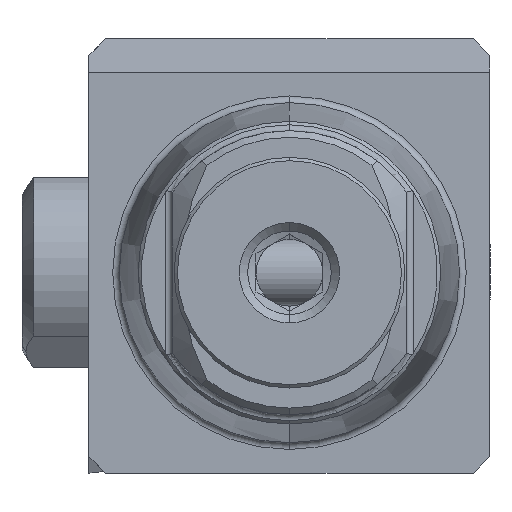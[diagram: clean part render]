
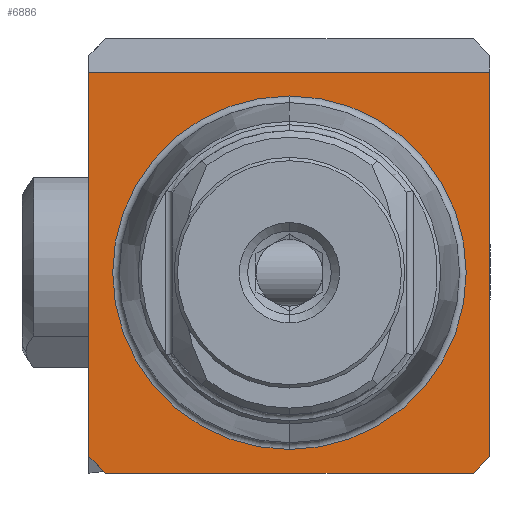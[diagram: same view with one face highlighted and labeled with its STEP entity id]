
A CAD part, left-side view. The second image highlights one B-rep face of the part: STEP entity #6886.
In plain terms, the highlighted planar face has unit normal (-1, 0, 0).
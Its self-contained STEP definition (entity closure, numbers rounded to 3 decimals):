
#19 = DIRECTION ( 'NONE',  ( 1., 0., 0. ) ) ;
#56 = EDGE_CURVE ( 'NONE', #3600, #3526, #2991, .T. ) ;
#145 = EDGE_CURVE ( 'NONE', #4139, #1756, #7230, .T. ) ;
#219 = CARTESIAN_POINT ( 'NONE',  ( 0., 5.288, -6. ) ) ;
#318 = ORIENTED_EDGE ( 'NONE', *, *, #5220, .F. ) ;
#590 = CARTESIAN_POINT ( 'NONE',  ( 0., 5.5, -6. ) ) ;
#646 = CARTESIAN_POINT ( 'NONE',  ( 0., -6., 6. ) ) ;
#808 = CARTESIAN_POINT ( 'NONE',  ( 0., 0., -5.288 ) ) ;
#891 = LINE ( 'NONE', #1490, #3930 ) ;
#912 = LINE ( 'NONE', #2171, #5362 ) ;
#1124 = VERTEX_POINT ( 'NONE', #808 ) ;
#1490 = CARTESIAN_POINT ( 'NONE',  ( 0., 6., 0. ) ) ;
#1514 = VERTEX_POINT ( 'NONE', #590 ) ;
#1658 = DIRECTION ( 'NONE',  ( 0., -0.707, -0.707 ) ) ;
#1756 = VERTEX_POINT ( 'NONE', #2889 ) ;
#1771 = CARTESIAN_POINT ( 'NONE',  ( 0., -5.5, -6. ) ) ;
#1782 = EDGE_CURVE ( 'NONE', #4095, #1514, #5000, .T. ) ;
#2024 = ORIENTED_EDGE ( 'NONE', *, *, #56, .T. ) ;
#2125 = DIRECTION ( 'NONE',  ( 0., -0.707, 0.707 ) ) ;
#2171 = CARTESIAN_POINT ( 'NONE',  ( 0., -6., 0. ) ) ;
#2478 = DIRECTION ( 'NONE',  ( 0., 0., 1. ) ) ;
#2555 = EDGE_CURVE ( 'NONE', #4598, #1124, #8705, .T. ) ;
#2616 = DIRECTION ( 'NONE',  ( -1., 0., 0. ) ) ;
#2664 = CARTESIAN_POINT ( 'NONE',  ( 0., 0., 0. ) ) ;
#2681 = CARTESIAN_POINT ( 'NONE',  ( 0., 5.288, 0. ) ) ;
#2889 = CARTESIAN_POINT ( 'NONE',  ( 0., 6., 6. ) ) ;
#2949 = ORIENTED_EDGE ( 'NONE', *, *, #1782, .T. ) ;
#2991 = LINE ( 'NONE', #6759, #6911 ) ;
#3248 = VECTOR ( 'NONE', #4447, 1000. ) ;
#3438 = CARTESIAN_POINT ( 'NONE',  ( 0., 6., -5.5 ) ) ;
#3526 = VERTEX_POINT ( 'NONE', #4564 ) ;
#3600 = VERTEX_POINT ( 'NONE', #1771 ) ;
#3654 = VECTOR ( 'NONE', #6290, 1000. ) ;
#3930 = VECTOR ( 'NONE', #4184, 1000. ) ;
#4095 = VERTEX_POINT ( 'NONE', #3438 ) ;
#4099 = PLANE ( 'NONE',  #7040 ) ;
#4139 = VERTEX_POINT ( 'NONE', #646 ) ;
#4161 = DIRECTION ( 'NONE',  ( 0., 0., 1. ) ) ;
#4184 = DIRECTION ( 'NONE',  ( 0., 0., -1. ) ) ;
#4447 = DIRECTION ( 'NONE',  ( 0., 1., 0. ) ) ;
#4508 = EDGE_CURVE ( 'NONE', #1756, #4095, #891, .T. ) ;
#4564 = CARTESIAN_POINT ( 'NONE',  ( 0., -6., -5.5 ) ) ;
#4598 = VERTEX_POINT ( 'NONE', #7588 ) ;
#4717 = FACE_BOUND ( 'NONE', #7103, .T. ) ;
#5000 = LINE ( 'NONE', #7710, #6169 ) ;
#5146 = CARTESIAN_POINT ( 'NONE',  ( 0., -6., 6. ) ) ;
#5220 = EDGE_CURVE ( 'NONE', #3600, #1514, #6334, .T. ) ;
#5362 = VECTOR ( 'NONE', #7613, 1000. ) ;
#5577 = DIRECTION ( 'NONE',  ( 0., 0., -1. ) ) ;
#5670 = EDGE_CURVE ( 'NONE', #4139, #3526, #912, .T. ) ;
#6104 = AXIS2_PLACEMENT_3D ( 'NONE', #2664, #2616, #2478 ) ;
#6169 = VECTOR ( 'NONE', #1658, 1000. ) ;
#6290 = DIRECTION ( 'NONE',  ( 0., 1., 0. ) ) ;
#6292 = AXIS2_PLACEMENT_3D ( 'NONE', #8263, #6841, #4161 ) ;
#6334 = LINE ( 'NONE', #219, #3654 ) ;
#6365 = CIRCLE ( 'NONE', #6104, 5.288 ) ;
#6759 = CARTESIAN_POINT ( 'NONE',  ( 0., -6., -5.5 ) ) ;
#6841 = DIRECTION ( 'NONE',  ( -1., 0., 0. ) ) ;
#6886 = ADVANCED_FACE ( 'NONE', ( #4717, #7616 ), #4099, .F. ) ;
#6894 = ORIENTED_EDGE ( 'NONE', *, *, #5670, .F. ) ;
#6911 = VECTOR ( 'NONE', #2125, 1000. ) ;
#6968 = ORIENTED_EDGE ( 'NONE', *, *, #2555, .F. ) ;
#7040 = AXIS2_PLACEMENT_3D ( 'NONE', #2681, #19, #5577 ) ;
#7103 = EDGE_LOOP ( 'NONE', ( #6968, #7895 ) ) ;
#7230 = LINE ( 'NONE', #5146, #3248 ) ;
#7417 = ORIENTED_EDGE ( 'NONE', *, *, #4508, .T. ) ;
#7588 = CARTESIAN_POINT ( 'NONE',  ( 0., 0., 5.288 ) ) ;
#7613 = DIRECTION ( 'NONE',  ( 0., 0., -1. ) ) ;
#7616 = FACE_OUTER_BOUND ( 'NONE', #8209, .T. ) ;
#7710 = CARTESIAN_POINT ( 'NONE',  ( 0., 6., -5.5 ) ) ;
#7895 = ORIENTED_EDGE ( 'NONE', *, *, #8067, .F. ) ;
#7945 = ORIENTED_EDGE ( 'NONE', *, *, #145, .T. ) ;
#8067 = EDGE_CURVE ( 'NONE', #1124, #4598, #6365, .T. ) ;
#8209 = EDGE_LOOP ( 'NONE', ( #7417, #2949, #318, #2024, #6894, #7945 ) ) ;
#8263 = CARTESIAN_POINT ( 'NONE',  ( 0., 0., 0. ) ) ;
#8705 = CIRCLE ( 'NONE', #6292, 5.288 ) ;
